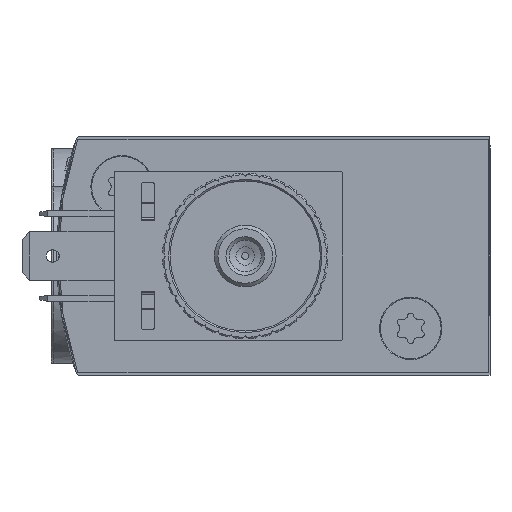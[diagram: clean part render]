
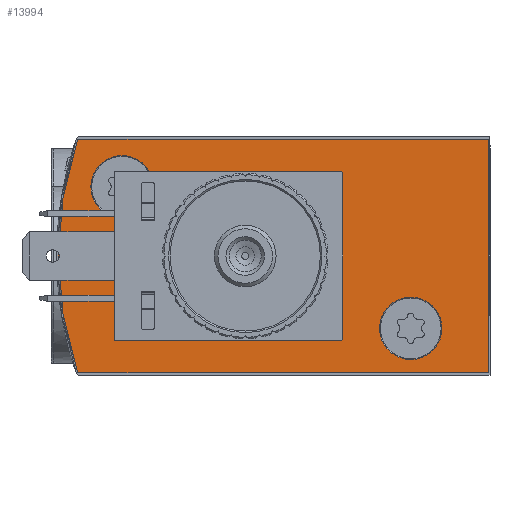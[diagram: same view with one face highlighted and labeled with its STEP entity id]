
A CAD part, left-side view. The second image highlights one B-rep face of the part: STEP entity #13994.
In plain terms, the highlighted planar face has unit normal (-1, 0, 0).
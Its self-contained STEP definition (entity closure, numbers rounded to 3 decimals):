
#1130=LINE('',#24215,#2364);
#1133=LINE('',#24223,#2367);
#1136=LINE('',#24229,#2370);
#2364=VECTOR('',#19916,1000.);
#2367=VECTOR('',#19923,1000.);
#2370=VECTOR('',#19928,1000.);
#4680=ORIENTED_EDGE('',*,*,#7802,.F.);
#4681=ORIENTED_EDGE('',*,*,#7803,.T.);
#4682=ORIENTED_EDGE('',*,*,#7804,.T.);
#4683=ORIENTED_EDGE('',*,*,#7785,.F.);
#4684=ORIENTED_EDGE('',*,*,#7769,.F.);
#4685=ORIENTED_EDGE('',*,*,#7798,.F.);
#4686=ORIENTED_EDGE('',*,*,#7795,.F.);
#4687=ORIENTED_EDGE('',*,*,#7792,.F.);
#4688=ORIENTED_EDGE('',*,*,#7788,.F.);
#7769=EDGE_CURVE('',#9495,#9496,#10544,.T.);
#7785=EDGE_CURVE('',#9496,#9511,#10552,.T.);
#7788=EDGE_CURVE('',#9511,#9513,#1130,.T.);
#7792=EDGE_CURVE('',#9513,#9516,#1133,.T.);
#7795=EDGE_CURVE('',#9516,#9518,#1136,.T.);
#7798=EDGE_CURVE('',#9518,#9495,#10555,.T.);
#7802=EDGE_CURVE('',#9522,#9522,#10559,.F.);
#7803=EDGE_CURVE('',#9523,#9523,#10560,.T.);
#7804=EDGE_CURVE('',#9524,#9524,#10561,.T.);
#9495=VERTEX_POINT('',#24177);
#9496=VERTEX_POINT('',#24178);
#9511=VERTEX_POINT('',#24210);
#9513=VERTEX_POINT('',#24216);
#9516=VERTEX_POINT('',#24224);
#9518=VERTEX_POINT('',#24230);
#9522=VERTEX_POINT('',#24244);
#9523=VERTEX_POINT('',#24246);
#9524=VERTEX_POINT('',#24248);
#10544=CIRCLE('',#17282,46.5);
#10552=CIRCLE('',#17291,0.2);
#10555=CIRCLE('',#17298,0.2);
#10559=CIRCLE('',#17304,5.);
#10560=CIRCLE('',#17305,4.05);
#10561=CIRCLE('',#17306,4.05);
#11347=EDGE_LOOP('',(#4680));
#11348=EDGE_LOOP('',(#4681));
#11349=EDGE_LOOP('',(#4682));
#11350=EDGE_LOOP('',(#4683,#4684,#4685,#4686,#4687,#4688));
#12477=FACE_BOUND('',#11347,.T.);
#12478=FACE_BOUND('',#11348,.T.);
#12479=FACE_BOUND('',#11349,.T.);
#12480=FACE_BOUND('',#11350,.T.);
#13385=PLANE('',#17303);
#13994=ADVANCED_FACE('',(#12477,#12478,#12479,#12480),#13385,.F.);
#17282=AXIS2_PLACEMENT_3D('',#24176,#19883,#19884);
#17291=AXIS2_PLACEMENT_3D('',#24209,#19909,#19910);
#17298=AXIS2_PLACEMENT_3D('',#24235,#19933,#19934);
#17303=AXIS2_PLACEMENT_3D('',#24242,#19943,#19944);
#17304=AXIS2_PLACEMENT_3D('',#24243,#19945,#19946);
#17305=AXIS2_PLACEMENT_3D('',#24245,#19947,#19948);
#17306=AXIS2_PLACEMENT_3D('',#24247,#19949,#19950);
#19883=DIRECTION('',(1.,0.,0.));
#19884=DIRECTION('',(0.,0.,-1.));
#19909=DIRECTION('',(1.,0.,0.));
#19910=DIRECTION('',(0.,0.,-1.));
#19916=DIRECTION('',(0.,-1.,0.));
#19923=DIRECTION('',(0.,0.,-1.));
#19928=DIRECTION('',(0.,1.,0.));
#19933=DIRECTION('',(1.,0.,0.));
#19934=DIRECTION('',(0.,0.,-1.));
#19943=DIRECTION('',(1.,0.,0.));
#19944=DIRECTION('',(0.,0.,-1.));
#19945=DIRECTION('',(1.,0.,0.));
#19946=DIRECTION('',(0.,0.,-1.));
#19947=DIRECTION('',(1.,0.,0.));
#19948=DIRECTION('',(0.,0.,-1.));
#19949=DIRECTION('',(1.,0.,0.));
#19950=DIRECTION('',(0.,0.,-1.));
#24176=CARTESIAN_POINT('',(0.,9.6,0.));
#24177=CARTESIAN_POINT('',(0.,53.592,-15.065));
#24178=CARTESIAN_POINT('',(0.,53.592,15.065));
#24209=CARTESIAN_POINT('',(0.,53.403,15.));
#24210=CARTESIAN_POINT('',(0.,53.403,15.2));
#24215=CARTESIAN_POINT('',(0.,53.403,15.2));
#24216=CARTESIAN_POINT('',(0.,0.2,15.2));
#24223=CARTESIAN_POINT('',(0.,0.2,15.2));
#24224=CARTESIAN_POINT('',(0.,0.2,-15.2));
#24229=CARTESIAN_POINT('',(0.,0.2,-15.2));
#24230=CARTESIAN_POINT('',(0.,53.403,-15.2));
#24235=CARTESIAN_POINT('',(0.,53.403,-15.));
#24242=CARTESIAN_POINT('',(0.,53.403,15.));
#24243=CARTESIAN_POINT('',(0.,31.8,0.));
#24244=CARTESIAN_POINT('',(0.,31.8,-5.));
#24245=CARTESIAN_POINT('',(0.,47.8,9.));
#24246=CARTESIAN_POINT('',(0.,47.8,4.95));
#24247=CARTESIAN_POINT('',(0.,10.3,-9.4));
#24248=CARTESIAN_POINT('',(0.,10.3,-13.45));
